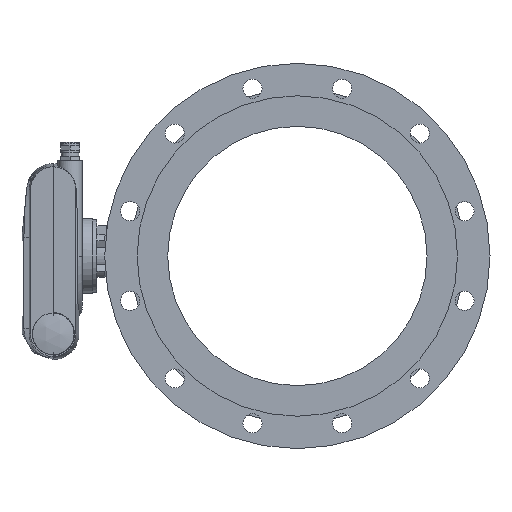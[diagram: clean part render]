
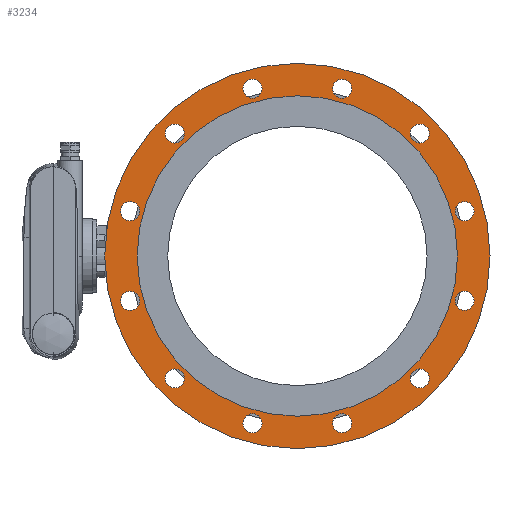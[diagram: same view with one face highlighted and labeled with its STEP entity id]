
A CAD part, left-side view. The second image highlights one B-rep face of the part: STEP entity #3234.
In plain terms, the highlighted planar face has unit normal (-1, 0, 0).
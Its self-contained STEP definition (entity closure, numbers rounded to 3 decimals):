
#17 = CIRCLE ( 'NONE', #12243, 185. ) ;
#20 = CIRCLE ( 'NONE', #12240, 11. ) ;
#59 = CIRCLE ( 'NONE', #12256, 11. ) ;
#79 = CIRCLE ( 'NONE', #12270, 222.5 ) ;
#86 = CIRCLE ( 'NONE', #12268, 11. ) ;
#91 = CIRCLE ( 'NONE', #12271, 11. ) ;
#620 = EDGE_CURVE ( 'NONE', #9350, #9350, #15567, .T. ) ;
#635 = EDGE_CURVE ( 'NONE', #9358, #9358, #15587, .T. ) ;
#639 = EDGE_CURVE ( 'NONE', #9364, #9364, #15593, .T. ) ;
#652 = EDGE_CURVE ( 'NONE', #9372, #9372, #15610, .T. ) ;
#656 = EDGE_CURVE ( 'NONE', #9374, #9374, #15618, .T. ) ;
#680 = EDGE_CURVE ( 'NONE', #9382, #9382, #15652, .T. ) ;
#691 = EDGE_CURVE ( 'NONE', #9390, #9390, #15667, .T. ) ;
#702 = EDGE_CURVE ( 'NONE', #9398, #9398, #15685, .T. ) ;
#724 = EDGE_CURVE ( 'NONE', #9416, #9416, #17, .T. ) ;
#727 = EDGE_CURVE ( 'NONE', #9420, #9420, #20, .T. ) ;
#759 = EDGE_CURVE ( 'NONE', #9446, #9446, #59, .T. ) ;
#781 = EDGE_CURVE ( 'NONE', #9454, #9454, #79, .T. ) ;
#791 = EDGE_CURVE ( 'NONE', #9460, #9460, #86, .T. ) ;
#801 = EDGE_CURVE ( 'NONE', #9462, #9462, #91, .T. ) ;
#2320 = FACE_BOUND ( 'NONE', #15009, .T. ) ;
#2321 = FACE_BOUND ( 'NONE', #15032, .T. ) ;
#2325 = FACE_BOUND ( 'NONE', #15010, .T. ) ;
#2326 = FACE_BOUND ( 'NONE', #15005, .T. ) ;
#2327 = FACE_BOUND ( 'NONE', #15013, .T. ) ;
#2328 = FACE_BOUND ( 'NONE', #15008, .T. ) ;
#2329 = FACE_BOUND ( 'NONE', #15012, .T. ) ;
#2330 = FACE_BOUND ( 'NONE', #15007, .T. ) ;
#2331 = FACE_BOUND ( 'NONE', #15011, .T. ) ;
#2332 = FACE_BOUND ( 'NONE', #15006, .T. ) ;
#2333 = FACE_BOUND ( 'NONE', #15004, .T. ) ;
#2334 = FACE_BOUND ( 'NONE', #15003, .T. ) ;
#2335 = FACE_OUTER_BOUND ( 'NONE', #15002, .T. ) ;
#2336 = FACE_BOUND ( 'NONE', #15001, .T. ) ;
#3234 = ADVANCED_FACE ( 'NONE', ( #2321, #2327, #2329, #2331, #2325, #2320, #2328, #2330, #2332, #2326, #2333, #2334, #2335, #2336 ), #7322, .T. ) ;
#5811 = ORIENTED_EDGE ( 'NONE', *, *, #724, .T. ) ;
#5812 = ORIENTED_EDGE ( 'NONE', *, *, #781, .F. ) ;
#5813 = ORIENTED_EDGE ( 'NONE', *, *, #635, .F. ) ;
#5814 = ORIENTED_EDGE ( 'NONE', *, *, #791, .F. ) ;
#5815 = ORIENTED_EDGE ( 'NONE', *, *, #620, .F. ) ;
#5816 = ORIENTED_EDGE ( 'NONE', *, *, #727, .F. ) ;
#5817 = ORIENTED_EDGE ( 'NONE', *, *, #691, .F. ) ;
#5818 = ORIENTED_EDGE ( 'NONE', *, *, #652, .F. ) ;
#5819 = ORIENTED_EDGE ( 'NONE', *, *, #639, .F. ) ;
#5820 = ORIENTED_EDGE ( 'NONE', *, *, #680, .F. ) ;
#5821 = ORIENTED_EDGE ( 'NONE', *, *, #702, .F. ) ;
#5822 = ORIENTED_EDGE ( 'NONE', *, *, #801, .F. ) ;
#5823 = ORIENTED_EDGE ( 'NONE', *, *, #656, .F. ) ;
#5824 = ORIENTED_EDGE ( 'NONE', *, *, #759, .F. ) ;
#6373 = DIRECTION ( 'NONE',  ( -1., 0., 0. ) ) ;
#6396 = DIRECTION ( 'NONE',  ( 0., 0., 1. ) ) ;
#6407 = DIRECTION ( 'NONE',  ( -1., 0., 0. ) ) ;
#6416 = CARTESIAN_POINT ( 'NONE',  ( -238.805, -276.781, 182.642 ) ) ;
#6435 = DIRECTION ( 'NONE',  ( -1., 0., 0. ) ) ;
#6436 = DIRECTION ( 'NONE',  ( 0., 0., 1. ) ) ;
#6451 = DIRECTION ( 'NONE',  ( 1., 0., 0. ) ) ;
#6452 = DIRECTION ( 'NONE',  ( 0., 0., -1. ) ) ;
#6453 = CARTESIAN_POINT ( 'NONE',  ( -238.805, -276.781, -203.728 ) ) ;
#6501 = DIRECTION ( 'NONE',  ( -1., 0., 0. ) ) ;
#6555 = CARTESIAN_POINT ( 'NONE',  ( -238.805, -225.017, -10.543 ) ) ;
#6569 = CARTESIAN_POINT ( 'NONE',  ( -238.805, -366.438, 130.879 ) ) ;
#6592 = DIRECTION ( 'NONE',  ( -1., 0., 0. ) ) ;
#6640 = CARTESIAN_POINT ( 'NONE',  ( -238.805, -366.438, -151.964 ) ) ;
#6642 = DIRECTION ( 'NONE',  ( 0., 0., 1. ) ) ;
#6660 = DIRECTION ( 'NONE',  ( 0., 0., 1. ) ) ;
#6714 = CARTESIAN_POINT ( 'NONE',  ( -238.805, -31.832, 41.221 ) ) ;
#6867 = CARTESIAN_POINT ( 'NONE',  ( -238.805, -225.017, -10.543 ) ) ;
#6872 = DIRECTION ( 'NONE',  ( 1., 0., 0. ) ) ;
#6873 = DIRECTION ( 'NONE',  ( 0., 0., -1. ) ) ;
#6899 = CARTESIAN_POINT ( 'NONE',  ( -238.805, -83.595, -151.964 ) ) ;
#6900 = DIRECTION ( 'NONE',  ( -1., 0., 0. ) ) ;
#6915 = DIRECTION ( 'NONE',  ( -1., 0., 0. ) ) ;
#6916 = DIRECTION ( 'NONE',  ( 0., 0., 1. ) ) ;
#6987 = CARTESIAN_POINT ( 'NONE',  ( -238.805, -173.253, 182.642 ) ) ;
#6989 = DIRECTION ( 'NONE',  ( 0., 0., 1. ) ) ;
#7043 = DIRECTION ( 'NONE',  ( 0., 0., 1. ) ) ;
#7322 = PLANE ( 'NONE',  #12663 ) ;
#7326 = CARTESIAN_POINT ( 'NONE',  ( -238.805, -225.017, -10.543 ) ) ;
#7327 = DIRECTION ( 'NONE',  ( -1., 0., 0. ) ) ;
#7328 = DIRECTION ( 'NONE',  ( 0., 0., -1. ) ) ;
#9350 = VERTEX_POINT ( 'NONE', #9351 ) ;
#9351 = CARTESIAN_POINT ( 'NONE',  ( -238.805, -173.253, -192.728 ) ) ;
#9358 = VERTEX_POINT ( 'NONE', #9359 ) ;
#9359 = CARTESIAN_POINT ( 'NONE',  ( -238.805, -31.832, -51.307 ) ) ;
#9364 = VERTEX_POINT ( 'NONE', #9365 ) ;
#9365 = CARTESIAN_POINT ( 'NONE',  ( -238.805, -418.202, 52.221 ) ) ;
#9372 = VERTEX_POINT ( 'NONE', #9373 ) ;
#9373 = CARTESIAN_POINT ( 'NONE',  ( -238.805, -418.202, -51.307 ) ) ;
#9374 = VERTEX_POINT ( 'NONE', #9375 ) ;
#9375 = CARTESIAN_POINT ( 'NONE',  ( -238.805, -83.595, 141.879 ) ) ;
#9382 = VERTEX_POINT ( 'NONE', #9383 ) ;
#9383 = CARTESIAN_POINT ( 'NONE',  ( -238.805, -366.438, 141.879 ) ) ;
#9390 = VERTEX_POINT ( 'NONE', #9391 ) ;
#9391 = CARTESIAN_POINT ( 'NONE',  ( -238.805, -366.438, -140.964 ) ) ;
#9398 = VERTEX_POINT ( 'NONE', #9399 ) ;
#9399 = CARTESIAN_POINT ( 'NONE',  ( -238.805, -276.781, 193.642 ) ) ;
#9416 = VERTEX_POINT ( 'NONE', #9417 ) ;
#9417 = CARTESIAN_POINT ( 'NONE',  ( -238.805, -225.017, -195.543 ) ) ;
#9420 = VERTEX_POINT ( 'NONE', #9421 ) ;
#9421 = CARTESIAN_POINT ( 'NONE',  ( -238.805, -276.781, -192.728 ) ) ;
#9446 = VERTEX_POINT ( 'NONE', #9447 ) ;
#9447 = CARTESIAN_POINT ( 'NONE',  ( -238.805, -31.832, 52.221 ) ) ;
#9454 = VERTEX_POINT ( 'NONE', #9455 ) ;
#9455 = CARTESIAN_POINT ( 'NONE',  ( -238.805, -225.017, -233.043 ) ) ;
#9460 = VERTEX_POINT ( 'NONE', #9461 ) ;
#9461 = CARTESIAN_POINT ( 'NONE',  ( -238.805, -83.595, -140.964 ) ) ;
#9462 = VERTEX_POINT ( 'NONE', #9463 ) ;
#9463 = CARTESIAN_POINT ( 'NONE',  ( -238.805, -173.253, 193.642 ) ) ;
#11718 = DIRECTION ( 'NONE',  ( -1., 0., 0. ) ) ;
#11725 = DIRECTION ( 'NONE',  ( -1., 0., 0. ) ) ;
#11731 = DIRECTION ( 'NONE',  ( 0., 0., 1. ) ) ;
#11735 = DIRECTION ( 'NONE',  ( 0., 0., 1. ) ) ;
#11737 = CARTESIAN_POINT ( 'NONE',  ( -238.805, -418.202, 41.221 ) ) ;
#11761 = CARTESIAN_POINT ( 'NONE',  ( -238.805, -31.832, -62.307 ) ) ;
#11766 = CARTESIAN_POINT ( 'NONE',  ( -238.805, -83.595, 130.879 ) ) ;
#11777 = DIRECTION ( 'NONE',  ( -1., 0., 0. ) ) ;
#11778 = DIRECTION ( 'NONE',  ( 0., 0., 1. ) ) ;
#11790 = CARTESIAN_POINT ( 'NONE',  ( -238.805, -418.202, -62.307 ) ) ;
#11805 = DIRECTION ( 'NONE',  ( 0., 0., 1. ) ) ;
#11806 = DIRECTION ( 'NONE',  ( -1., 0., 0. ) ) ;
#12194 = AXIS2_PLACEMENT_3D ( 'NONE', #13071, #13074, #13081 ) ;
#12200 = AXIS2_PLACEMENT_3D ( 'NONE', #11737, #11725, #11735 ) ;
#12201 = AXIS2_PLACEMENT_3D ( 'NONE', #11761, #11718, #11731 ) ;
#12209 = AXIS2_PLACEMENT_3D ( 'NONE', #11790, #11777, #11778 ) ;
#12210 = AXIS2_PLACEMENT_3D ( 'NONE', #11766, #11806, #11805 ) ;
#12221 = AXIS2_PLACEMENT_3D ( 'NONE', #6569, #6435, #6436 ) ;
#12226 = AXIS2_PLACEMENT_3D ( 'NONE', #6640, #6501, #6642 ) ;
#12231 = AXIS2_PLACEMENT_3D ( 'NONE', #6416, #6373, #6660 ) ;
#12240 = AXIS2_PLACEMENT_3D ( 'NONE', #6453, #6592, #7043 ) ;
#12243 = AXIS2_PLACEMENT_3D ( 'NONE', #6555, #6451, #6452 ) ;
#12256 = AXIS2_PLACEMENT_3D ( 'NONE', #6714, #6407, #6396 ) ;
#12268 = AXIS2_PLACEMENT_3D ( 'NONE', #6899, #6900, #6989 ) ;
#12270 = AXIS2_PLACEMENT_3D ( 'NONE', #6867, #6872, #6873 ) ;
#12271 = AXIS2_PLACEMENT_3D ( 'NONE', #6987, #6915, #6916 ) ;
#12663 = AXIS2_PLACEMENT_3D ( 'NONE', #7326, #7327, #7328 ) ;
#13071 = CARTESIAN_POINT ( 'NONE',  ( -238.805, -173.253, -203.728 ) ) ;
#13074 = DIRECTION ( 'NONE',  ( -1., 0., 0. ) ) ;
#13081 = DIRECTION ( 'NONE',  ( 0., 0., 1. ) ) ;
#15001 = EDGE_LOOP ( 'NONE', ( #5811 ) ) ;
#15002 = EDGE_LOOP ( 'NONE', ( #5812 ) ) ;
#15003 = EDGE_LOOP ( 'NONE', ( #5813 ) ) ;
#15004 = EDGE_LOOP ( 'NONE', ( #5814 ) ) ;
#15005 = EDGE_LOOP ( 'NONE', ( #5815 ) ) ;
#15006 = EDGE_LOOP ( 'NONE', ( #5816 ) ) ;
#15007 = EDGE_LOOP ( 'NONE', ( #5817 ) ) ;
#15008 = EDGE_LOOP ( 'NONE', ( #5818 ) ) ;
#15009 = EDGE_LOOP ( 'NONE', ( #5819 ) ) ;
#15010 = EDGE_LOOP ( 'NONE', ( #5820 ) ) ;
#15011 = EDGE_LOOP ( 'NONE', ( #5821 ) ) ;
#15012 = EDGE_LOOP ( 'NONE', ( #5822 ) ) ;
#15013 = EDGE_LOOP ( 'NONE', ( #5823 ) ) ;
#15032 = EDGE_LOOP ( 'NONE', ( #5824 ) ) ;
#15567 = CIRCLE ( 'NONE', #12194, 11. ) ;
#15587 = CIRCLE ( 'NONE', #12201, 11. ) ;
#15593 = CIRCLE ( 'NONE', #12200, 11. ) ;
#15610 = CIRCLE ( 'NONE', #12209, 11. ) ;
#15618 = CIRCLE ( 'NONE', #12210, 11. ) ;
#15652 = CIRCLE ( 'NONE', #12221, 11. ) ;
#15667 = CIRCLE ( 'NONE', #12226, 11. ) ;
#15685 = CIRCLE ( 'NONE', #12231, 11. ) ;
